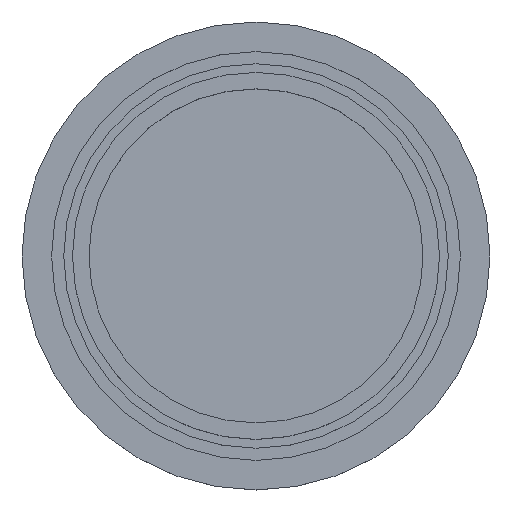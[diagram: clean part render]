
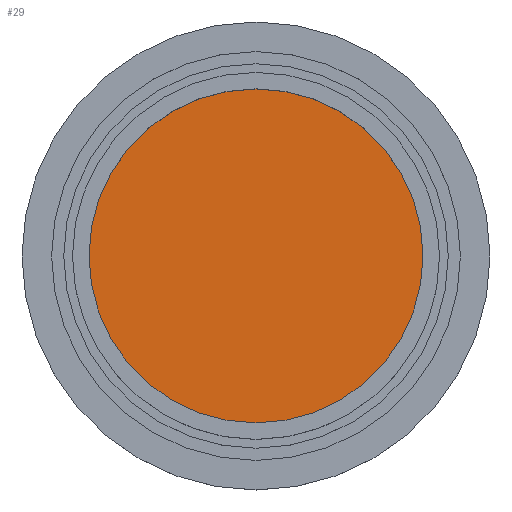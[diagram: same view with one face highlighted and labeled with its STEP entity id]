
A CAD part, top view. The second image highlights one B-rep face of the part: STEP entity #29.
In plain terms, the highlighted planar face has unit normal (0, 0, 1).
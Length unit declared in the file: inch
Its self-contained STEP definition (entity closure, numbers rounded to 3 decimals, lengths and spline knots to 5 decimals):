
#15 = EDGE_LOOP ( 'NONE', ( #117, #624 ) ) ;
#29 = ADVANCED_FACE ( 'NONE', ( #90 ), #328, .F. ) ;
#90 = FACE_OUTER_BOUND ( 'NONE', #15, .T. ) ;
#103 = CARTESIAN_POINT ( 'NONE',  ( 0., 0., 0.15 ) ) ;
#117 = ORIENTED_EDGE ( 'NONE', *, *, #602, .F. ) ;
#140 = CARTESIAN_POINT ( 'NONE',  ( 0., 0., 0.15 ) ) ;
#163 = DIRECTION ( 'NONE',  ( -1., 0., 0. ) ) ;
#202 = AXIS2_PLACEMENT_3D ( 'NONE', #140, #566, #203 ) ;
#203 = DIRECTION ( 'NONE',  ( -1., 0., 0. ) ) ;
#210 = CARTESIAN_POINT ( 'NONE',  ( 2.498, 0., 0.15 ) ) ;
#263 = AXIS2_PLACEMENT_3D ( 'NONE', #103, #525, #163 ) ;
#294 = VERTEX_POINT ( 'NONE', #719 ) ;
#328 = PLANE ( 'NONE',  #379 ) ;
#379 = AXIS2_PLACEMENT_3D ( 'NONE', #210, #764, #707 ) ;
#397 = CARTESIAN_POINT ( 'NONE',  ( -2.498, 0., 0.15 ) ) ;
#468 = VERTEX_POINT ( 'NONE', #397 ) ;
#525 = DIRECTION ( 'NONE',  ( 0., 0., -1. ) ) ;
#563 = CIRCLE ( 'NONE', #202, 2.498 ) ;
#566 = DIRECTION ( 'NONE',  ( 0., 0., -1. ) ) ;
#602 = EDGE_CURVE ( 'NONE', #468, #294, #563, .T. ) ;
#624 = ORIENTED_EDGE ( 'NONE', *, *, #745, .F. ) ;
#669 = CIRCLE ( 'NONE', #263, 2.498 ) ;
#707 = DIRECTION ( 'NONE',  ( -1., 0., 0. ) ) ;
#719 = CARTESIAN_POINT ( 'NONE',  ( 2.498, 0., 0.15 ) ) ;
#745 = EDGE_CURVE ( 'NONE', #294, #468, #669, .T. ) ;
#764 = DIRECTION ( 'NONE',  ( 0., 0., -1. ) ) ;
